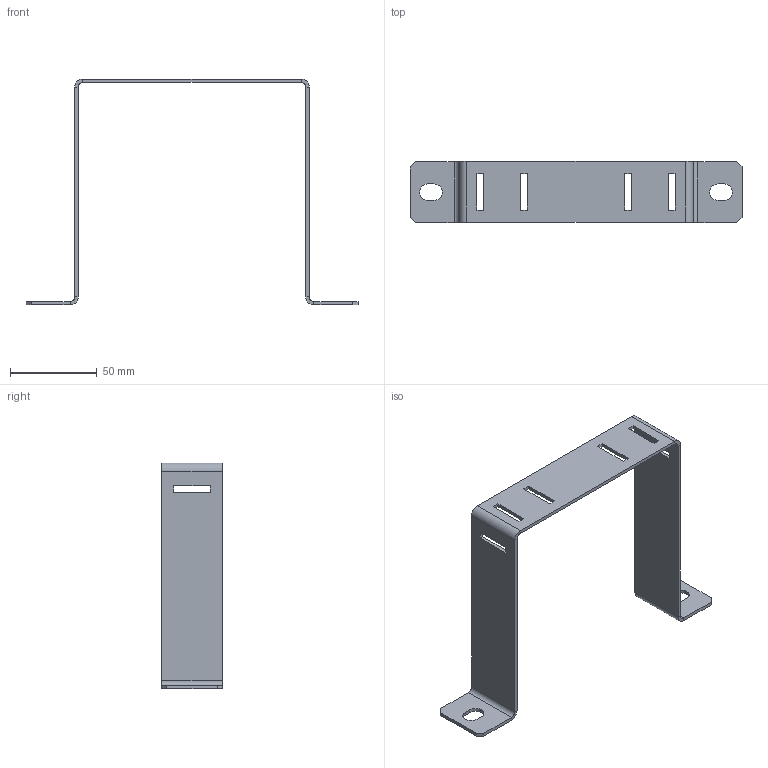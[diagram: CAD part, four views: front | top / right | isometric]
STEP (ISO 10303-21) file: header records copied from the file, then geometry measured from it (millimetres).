
FILE_DESCRIPTION (( 'STEP AP203' ), '1' );
FILE_NAME ('fp-dis.001 Êðîíøòåéí.STEP', '2021-03-30T08:50:47', ( '' ), ( '' ), 'SwSTEP 2.0', 'SolidWorks 2021', '' );
FILE_SCHEMA (( 'CONFIG_CONTROL_DESIGN' ));
Length unit declared in the file: millimetre
Products named in the file (1): fp-dis.001 ﾊ煇鳫
Bounding box: 191 x 35 x 130 mm (x, y, z)
Volume: 29396.8 mm3; surface area: 32033.4 mm2
Topology: 1 solids, 1 shells, 76 faces, 190 edges, 116 vertices
Faces by surface type: plane 62, cylinder 14
Entity records: 2315 total; most frequent: CARTESIAN_POINT 383, ORIENTED_EDGE 380, DIRECTION 372, EDGE_CURVE 190, LINE 162, VECTOR 162, VERTEX_POINT 116, AXIS2_PLACEMENT_3D 105
